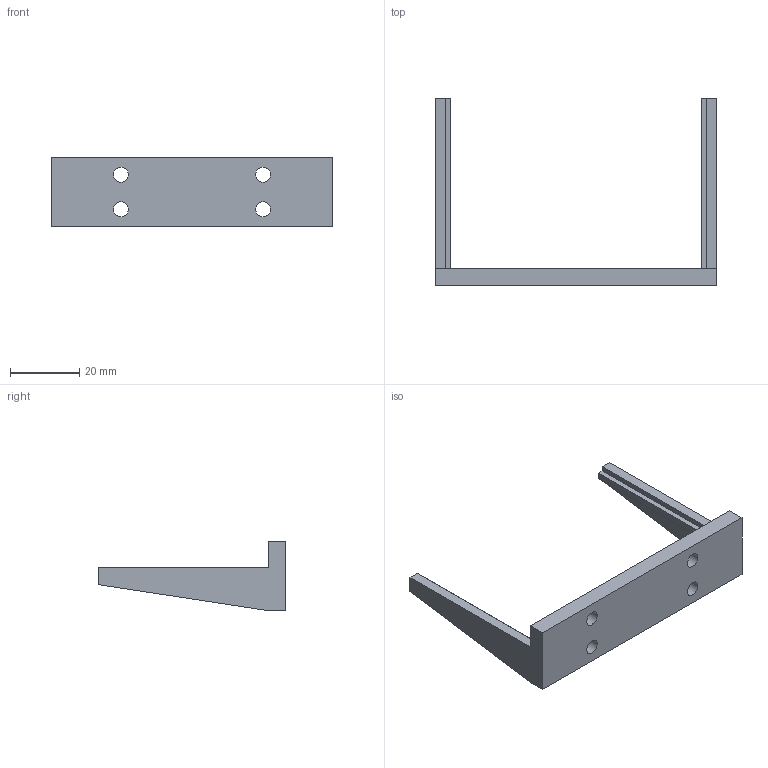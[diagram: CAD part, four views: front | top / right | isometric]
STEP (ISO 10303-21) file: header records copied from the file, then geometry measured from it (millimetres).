
FILE_DESCRIPTION(/* description */ (''),/* implementation_level */ '2;1');
FILE_NAME(/* name */ 'New_Specimen_Holder_Wont_Obstruct_LED_Ring v5.step',/* time_stamp */ '2024-05-28T21:39:02+01:00',/* author */ (''),/* organization */ (''),/* preprocessor_version */ 'ST-DEVELOPER v20',/* originating_system */ 'Autodesk Translation Framework v12.20.1.177',/* authorisation */ '');
FILE_SCHEMA (('AUTOMOTIVE_DESIGN { 1 0 10303 214 3 1 1 }'));
Length unit declared in the file: millimetre
Products named in the file (2): New_Specimen_Holder_Wont_Obstruct_LED_Ring; Specimen_Holder
Assembly tree (1 placements, depth 2):
  New_Specimen_Holder_Wont_Obstruct_LED_Ring
    Specimen_Holder
Bounding box: 81.3 x 54.07 x 20 mm (x, y, z)
Volume: 10709.9 mm3; surface area: 6977.9 mm2
Topology: 1 solids, 1 shells, 26 faces, 70 edges, 46 vertices
Faces by surface type: plane 22, cylinder 4
Full cylindrical faces by diameter (mm): 4.3 x4
Entity records: 875 total; most frequent: CARTESIAN_POINT 145, ORIENTED_EDGE 140, DIRECTION 136, EDGE_CURVE 70, LINE 62, VECTOR 62, VERTEX_POINT 46, AXIS2_PLACEMENT_3D 37
